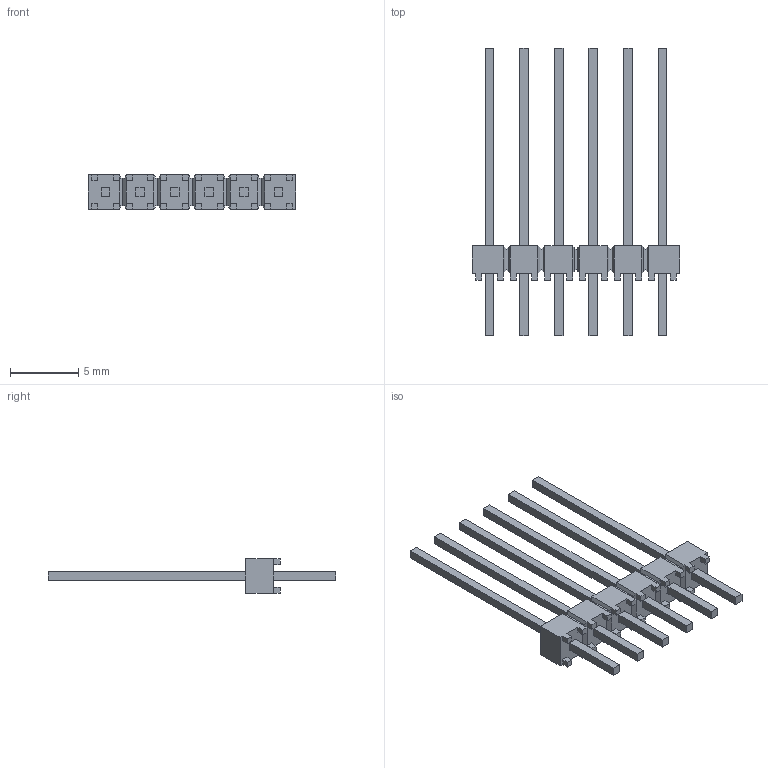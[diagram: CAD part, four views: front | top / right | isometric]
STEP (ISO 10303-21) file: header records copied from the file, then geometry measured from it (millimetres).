
FILE_DESCRIPTION(/* description */ ('STEP AP242','CAx-IF Rec.Pracs.---Representation and Presentation of Product Manufacturing Information (PMI)---4.0---2014-10-13','CAx-IF Rec.Pracs.---3D Tessellated Geometry---0.4---2014-09-14','2;1'),/* implementation_level */ '2;1');
FILE_NAME(/* name */ 'MTSW-106-10-T-S-570',/* time_stamp */ '2025-10-26T18:32:29+01:00',/* author */ ('License CC BY-ND 4.0'),/* organization */ ('CADENAS'),/* preprocessor_version */ 'ST-DEVELOPER v19.3',/* originating_system */ 'PARTsolutions',/* authorisation */ ' ');
FILE_SCHEMA (('AP242_MANAGED_MODEL_BASED_3D_ENGINEERING_MIM_LF { 1 0 10303 442 1 1 4 }'));
Length unit declared in the file: inch
Products named in the file (3): MTSW-106-10-T-S-570; MTSW-106-10-T-S-570_body; MTSW-106-10-S-570
Assembly tree (2 placements, depth 2):
  MTSW-106-10-T-S-570
    MTSW-106-10-T-S-570_body
    MTSW-106-10-S-570
Bounding box: 15.24 x 21.08 x 2.54 mm (x, y, z)
Volume: 125 mm3; surface area: 551.6 mm2
Topology: 2 solids, 2 shells, 262 faces, 678 edges, 432 vertices
Faces by surface type: plane 262
Entity records: 7836 total; most frequent: CARTESIAN_POINT 1375, ORIENTED_EDGE 1356, DIRECTION 1208, EDGE_CURVE 678, LINE 678, VECTOR 678, VERTEX_POINT 432, EDGE_LOOP 286
